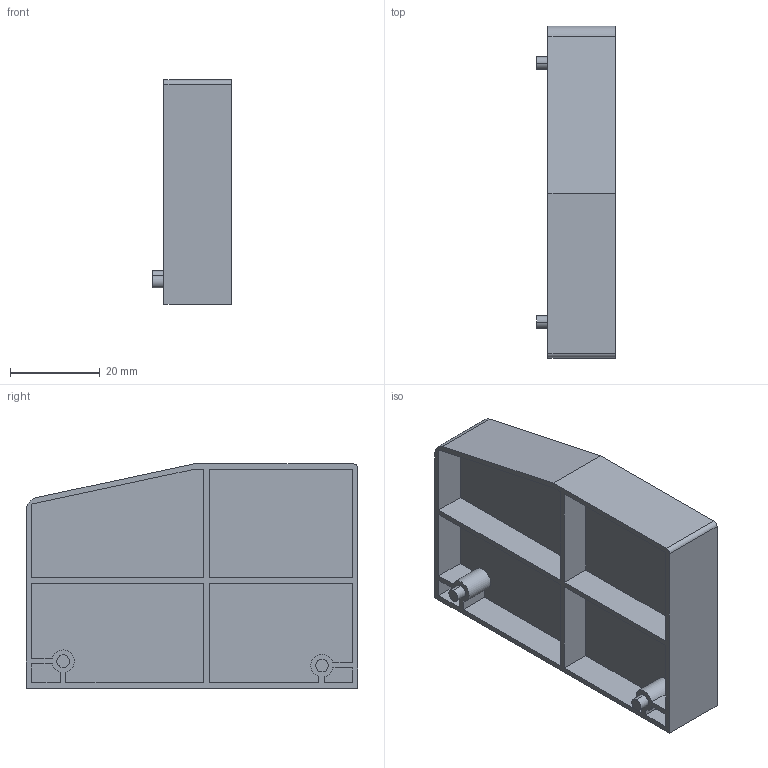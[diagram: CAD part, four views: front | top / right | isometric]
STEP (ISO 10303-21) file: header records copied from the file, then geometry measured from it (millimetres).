
FILE_DESCRIPTION(('CATIA V5 STEP Exchange','CAx-IF Rec.Pracs.--- Model Styling and Organization---1.2---2011-12-15'),'2;1');
FILE_NAME ('D1459569_0_1937020000_1937020000.stp','2018-09-20T15:44:17+00:00',('none'),('Weidmueller'),'CATIA Version 5-6 Release 2014','CATIA V5 STEP AP214','none');
FILE_SCHEMA(('AUTOMOTIVE_DESIGN { 1 0 10303 214 1 1 1 1 }'));
Length unit declared in the file: millimetre
Products named in the file (1): 1937020000
Bounding box: 17.5 x 74 x 50 mm (x, y, z)
Volume: 11521.4 mm3; surface area: 17763.8 mm2
Topology: 1 solids, 1 shells, 99 faces, 243 edges, 162 vertices
Faces by surface type: plane 81, cylinder 18
Entity records: 2565 total; most frequent: ORIENTED_EDGE 486, CARTESIAN_POINT 442, DIRECTION 315, EDGE_CURVE 243, VECTOR 207, LINE 207, VERTEX_POINT 162, EDGE_LOOP 115
